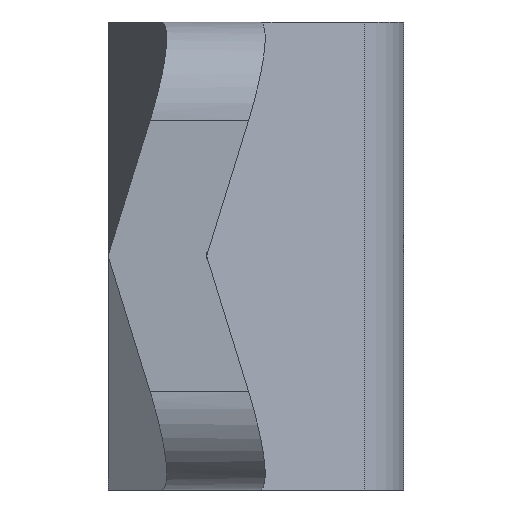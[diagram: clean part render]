
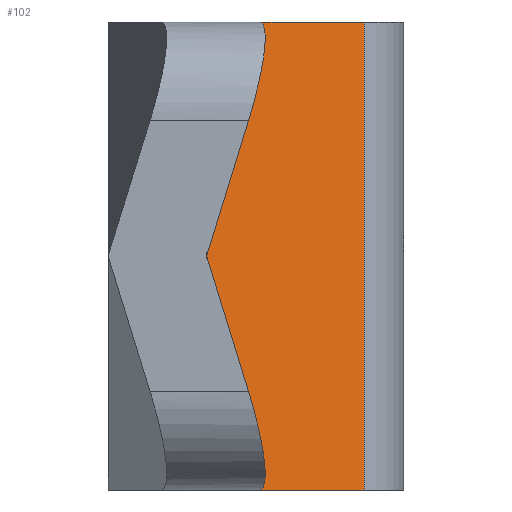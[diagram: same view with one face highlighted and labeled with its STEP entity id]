
A CAD part, left-side view. The second image highlights one B-rep face of the part: STEP entity #102.
In plain terms, the highlighted planar face has unit normal (-0.8, -0.6, 0).
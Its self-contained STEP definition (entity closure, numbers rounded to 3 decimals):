
#102 = ADVANCED_FACE( '', ( #215 ), #216, .F. );
#215 = FACE_OUTER_BOUND( '', #333, .T. );
#216 = PLANE( '', #334 );
#333 = EDGE_LOOP( '', ( #586, #587, #588, #589 ) );
#334 = AXIS2_PLACEMENT_3D( '', #590, #591, #592 );
#586 = ORIENTED_EDGE( '', *, *, #798, .T. );
#587 = ORIENTED_EDGE( '', *, *, #712, .F. );
#588 = ORIENTED_EDGE( '', *, *, #795, .F. );
#589 = ORIENTED_EDGE( '', *, *, #810, .T. );
#590 = CARTESIAN_POINT( '', ( -25., 8., 9.5 ) );
#591 = DIRECTION( '', ( 0.8, 0.6, 0. ) );
#592 = DIRECTION( '', ( -0.6, 0.8, 0. ) );
#712 = EDGE_CURVE( '', #843, #838, #845, .T. );
#795 = EDGE_CURVE( '', #976, #843, #978, .T. );
#798 = EDGE_CURVE( '', #981, #838, #982, .T. );
#810 = EDGE_CURVE( '', #976, #981, #997, .T. );
#838 = VERTEX_POINT( '', #1027 );
#843 = VERTEX_POINT( '', #1033 );
#845 = LINE( '', #1035, #1036 );
#976 = VERTEX_POINT( '', #1219 );
#978 = LINE( '', #1222, #1223 );
#981 = VERTEX_POINT( '', #1227 );
#982 = LINE( '', #1228, #1229 );
#997 = LINE( '', #1249, #1250 );
#1027 = CARTESIAN_POINT( '', ( -20.2, 1.6, -9.5 ) );
#1033 = CARTESIAN_POINT( '', ( -20.2, 1.6, 9.5 ) );
#1035 = CARTESIAN_POINT( '', ( -20.2, 1.6, 9.5 ) );
#1036 = VECTOR( '', #1297, 1000. );
#1219 = CARTESIAN_POINT( '', ( -25., 8., 9.5 ) );
#1222 = CARTESIAN_POINT( '', ( -25., 8., 9.5 ) );
#1223 = VECTOR( '', #1390, 1000. );
#1227 = CARTESIAN_POINT( '', ( -25., 8., -9.5 ) );
#1228 = CARTESIAN_POINT( '', ( -25., 8., -9.5 ) );
#1229 = VECTOR( '', #1392, 1000. );
#1249 = CARTESIAN_POINT( '', ( -25., 8., 9.5 ) );
#1250 = VECTOR( '', #1404, 1000. );
#1297 = DIRECTION( '', ( 0., 0., -1. ) );
#1390 = DIRECTION( '', ( 0.6, -0.8, 0. ) );
#1392 = DIRECTION( '', ( 0.6, -0.8, 0. ) );
#1404 = DIRECTION( '', ( 0., 0., -1. ) );
